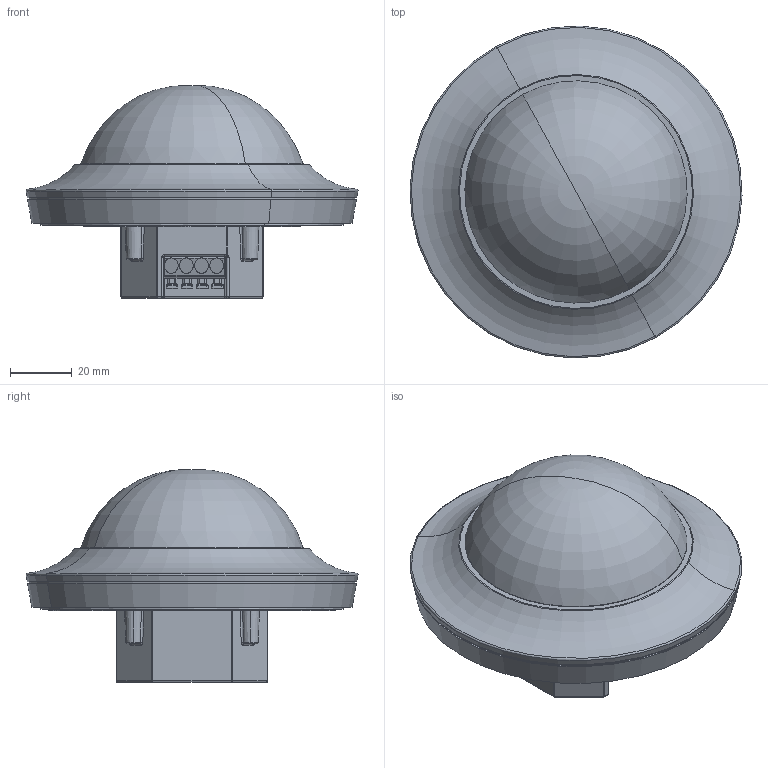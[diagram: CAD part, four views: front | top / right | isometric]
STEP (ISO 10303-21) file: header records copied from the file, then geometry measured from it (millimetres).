
FILE_DESCRIPTION(('',''),'2;1');
FILE_NAME('','',('none'),('none'),'','','none');
FILE_SCHEMA(('AUTOMOTIVE_DESIGN { 1 0 10303 214 1 1 1 1 }'));
Length unit declared in the file: millimetre
Products named in the file (1): EP10055317
Bounding box: 107.54 x 107.54 x 68.92 mm (x, y, z)
Volume: 243806.2 mm3; surface area: 80265.6 mm2
Topology: 13 solids, 13 shells, 789 faces, 1917 edges, 1145 vertices
Faces by surface type: cylinder 320, plane 224, torus 150, bspline 41, cone 30, sphere 16, extrusion 8
Entity records: 23618 total; most frequent: CARTESIAN_POINT 6444, ORIENTED_EDGE 3798, DIRECTION 2937, EDGE_CURVE 1899, AXIS2_PLACEMENT_3D 1491, VERTEX_POINT 1145, CIRCLE 884, VECTOR 841
